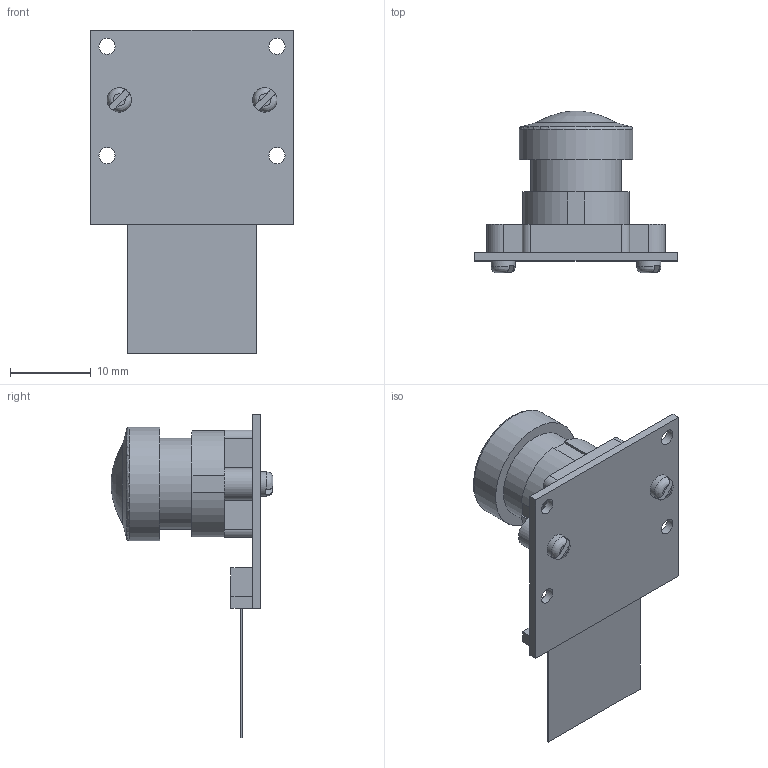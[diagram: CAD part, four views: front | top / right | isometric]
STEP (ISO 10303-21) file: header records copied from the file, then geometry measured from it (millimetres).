
FILE_DESCRIPTION(/* description */ (''),/* implementation_level */ '2;1');
FILE_NAME(/* name */ '00_Jetson_Nano_IMX2019.ipt.step',/* time_stamp */ '2022-11-29T07:42:21+01:00',/* author */ ('Unknown'),/* organization */ ('Unknown'),/* preprocessor_version */ 'ST-DEVELOPER v18.1',/* originating_system */ 'Autodesk Inventor 2022',/* authorisation */ '');
FILE_SCHEMA (('AUTOMOTIVE_DESIGN { 1 0 10303 214 3 1 1 }'));
Length unit declared in the file: millimetre
Products named in the file (1): 00_Jetson_Nano_IMX2019
Bounding box: 25 x 20 x 40 mm (x, y, z)
Volume: 3901.7 mm3; surface area: 5218.1 mm2
Topology: 8 solids, 8 shells, 108 faces, 264 edges, 175 vertices
Faces by surface type: plane 73, cylinder 22, bspline 11, torus 1, cone 1
Full cylindrical faces by diameter (mm): 2 x8, 3 x2, 11.25 x1, 14 x1
Entity records: 6293 total; most frequent: CARTESIAN_POINT 3649, ORIENTED_EDGE 526, DIRECTION 501, EDGE_CURVE 263, LINE 181, VECTOR 181, VERTEX_POINT 175, AXIS2_PLACEMENT_3D 160
